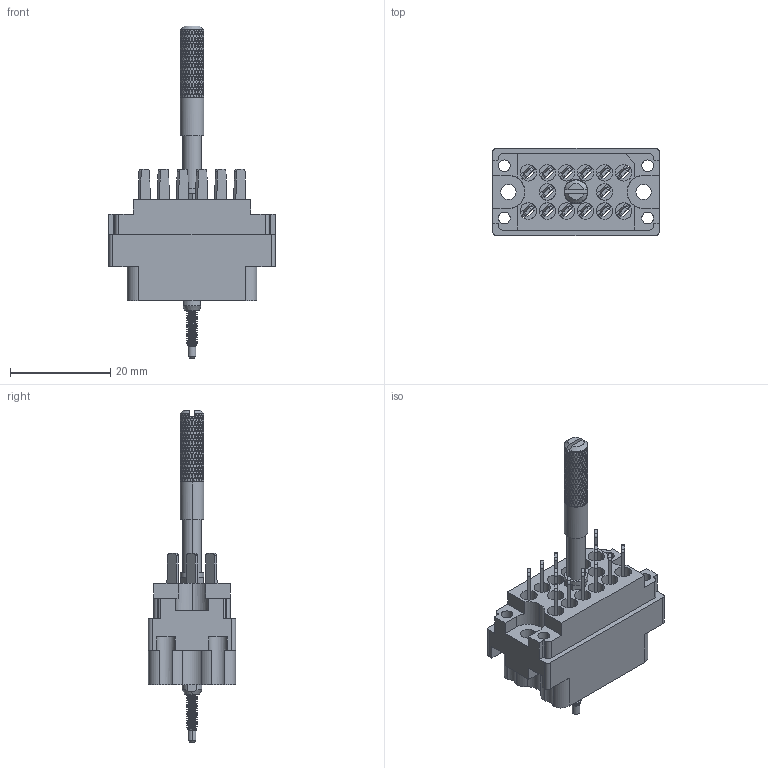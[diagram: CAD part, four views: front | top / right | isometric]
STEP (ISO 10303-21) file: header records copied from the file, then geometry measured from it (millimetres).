
FILE_DESCRIPTION (( 'STEP AP203' ), '1' );
FILE_NAME ('519-014-501-305.STEP', '2020-09-09T15:14:51', ( '' ), ( '' ), 'SwSTEP 2.0', 'SolidWorks 2020', '' );
FILE_SCHEMA (( 'CONFIG_CONTROL_DESIGN' ));
Length unit declared in the file: inch
Products named in the file (9): 516-250-021-102_519; 516-253-025-100; Actuating Screw Assy 020; 516-251-025-100; 519-014-501-305; 516-252-022-102; 519 Plug Insulator_014; 516-250-020-111; 516-292-001_501 Contact
Assembly tree (21 placements, depth 3):
  519-014-501-305
    519 Plug Insulator_014
    516-292-001_501 Contact  x14
    Actuating Screw Assy 020
      516-251-025-100
      516-250-021-102_519
      516-250-020-111
      516-253-025-100
      516-252-022-102
Bounding box: 33.32 x 17.42 x 66.29 mm (x, y, z)
Volume: 6280.6 mm3; surface area: 10014.5 mm2
Topology: 20 solids, 20 shells, 4180 faces, 9914 edges, 5788 vertices
Faces by surface type: bspline 2106, cylinder 1075, plane 979, cone 20
Entity records: 178155 total; most frequent: CARTESIAN_POINT 128567, ORIENTED_EDGE 14420, EDGE_CURVE 7210, DIRECTION 4932, VERTEX_POINT 3994, EDGE_LOOP 3310, ADVANCED_FACE 3244, FACE_OUTER_BOUND 3244
